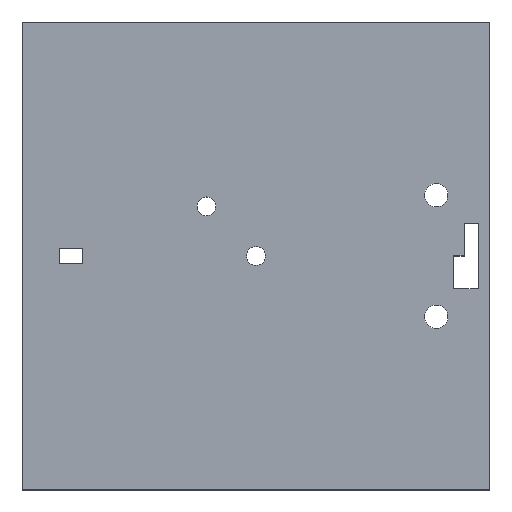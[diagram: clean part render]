
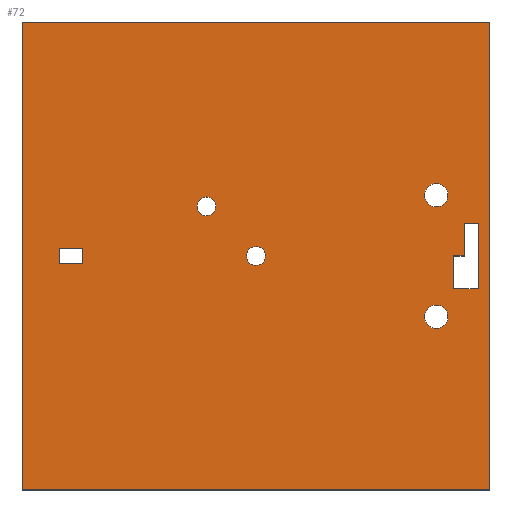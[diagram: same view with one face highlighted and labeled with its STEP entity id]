
A CAD part, top view. The second image highlights one B-rep face of the part: STEP entity #72.
In plain terms, the highlighted planar face has unit normal (0, 0, 1).
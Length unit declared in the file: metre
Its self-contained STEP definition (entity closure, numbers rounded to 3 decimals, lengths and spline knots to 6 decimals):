
#72 = ADVANCED_FACE( '', ( #146, #147, #148, #149, #150, #151, #152 ), #153, .T. );
#146 = FACE_BOUND( '', #229, .T. );
#147 = FACE_BOUND( '', #230, .T. );
#148 = FACE_BOUND( '', #231, .T. );
#149 = FACE_BOUND( '', #232, .T. );
#150 = FACE_BOUND( '', #233, .T. );
#151 = FACE_BOUND( '', #234, .T. );
#152 = FACE_OUTER_BOUND( '', #235, .T. );
#153 = PLANE( '', #236 );
#229 = EDGE_LOOP( '', ( #367 ) );
#230 = EDGE_LOOP( '', ( #368 ) );
#231 = EDGE_LOOP( '', ( #369 ) );
#232 = EDGE_LOOP( '', ( #370 ) );
#233 = EDGE_LOOP( '', ( #371, #372, #373, #374, #375, #376 ) );
#234 = EDGE_LOOP( '', ( #377, #378, #379, #380 ) );
#235 = EDGE_LOOP( '', ( #381, #382, #383, #384 ) );
#236 = AXIS2_PLACEMENT_3D( '', #385, #386, #387 );
#367 = ORIENTED_EDGE( '', *, *, #497, .T. );
#368 = ORIENTED_EDGE( '', *, *, #483, .F. );
#369 = ORIENTED_EDGE( '', *, *, #491, .F. );
#370 = ORIENTED_EDGE( '', *, *, #461, .F. );
#371 = ORIENTED_EDGE( '', *, *, #469, .F. );
#372 = ORIENTED_EDGE( '', *, *, #465, .T. );
#373 = ORIENTED_EDGE( '', *, *, #458, .F. );
#374 = ORIENTED_EDGE( '', *, *, #498, .F. );
#375 = ORIENTED_EDGE( '', *, *, #448, .T. );
#376 = ORIENTED_EDGE( '', *, *, #495, .F. );
#377 = ORIENTED_EDGE( '', *, *, #453, .F. );
#378 = ORIENTED_EDGE( '', *, *, #499, .T. );
#379 = ORIENTED_EDGE( '', *, *, #488, .T. );
#380 = ORIENTED_EDGE( '', *, *, #500, .F. );
#381 = ORIENTED_EDGE( '', *, *, #481, .F. );
#382 = ORIENTED_EDGE( '', *, *, #477, .T. );
#383 = ORIENTED_EDGE( '', *, *, #443, .T. );
#384 = ORIENTED_EDGE( '', *, *, #474, .F. );
#385 = CARTESIAN_POINT( '', ( 0., 0., 0.003 ) );
#386 = DIRECTION( '', ( 0., 0., 1. ) );
#387 = DIRECTION( '', ( 1., 0., 0. ) );
#443 = EDGE_CURVE( '', #516, #514, #517, .T. );
#448 = EDGE_CURVE( '', #525, #523, #526, .T. );
#453 = EDGE_CURVE( '', #532, #534, #535, .T. );
#458 = EDGE_CURVE( '', #541, #543, #544, .T. );
#461 = EDGE_CURVE( '', #547, #547, #548, .T. );
#465 = EDGE_CURVE( '', #554, #543, #555, .T. );
#469 = EDGE_CURVE( '', #554, #560, #561, .T. );
#474 = EDGE_CURVE( '', #566, #514, #568, .T. );
#477 = EDGE_CURVE( '', #572, #516, #573, .T. );
#481 = EDGE_CURVE( '', #572, #566, #577, .T. );
#483 = EDGE_CURVE( '', #579, #579, #580, .T. );
#488 = EDGE_CURVE( '', #589, #587, #590, .T. );
#491 = EDGE_CURVE( '', #593, #593, #594, .T. );
#495 = EDGE_CURVE( '', #560, #523, #599, .T. );
#497 = EDGE_CURVE( '', #601, #601, #602, .T. );
#498 = EDGE_CURVE( '', #525, #541, #603, .T. );
#499 = EDGE_CURVE( '', #532, #589, #604, .T. );
#500 = EDGE_CURVE( '', #534, #587, #605, .T. );
#514 = VERTEX_POINT( '', #621 );
#516 = VERTEX_POINT( '', #624 );
#517 = LINE( '', #625, #626 );
#523 = VERTEX_POINT( '', #634 );
#525 = VERTEX_POINT( '', #637 );
#526 = LINE( '', #638, #639 );
#532 = VERTEX_POINT( '', #647 );
#534 = VERTEX_POINT( '', #650 );
#535 = LINE( '', #651, #652 );
#541 = VERTEX_POINT( '', #660 );
#543 = VERTEX_POINT( '', #663 );
#544 = LINE( '', #664, #665 );
#547 = VERTEX_POINT( '', #669 );
#548 = CIRCLE( '', #670, 0.0025 );
#554 = VERTEX_POINT( '', #677 );
#555 = LINE( '', #678, #679 );
#560 = VERTEX_POINT( '', #686 );
#561 = LINE( '', #687, #688 );
#566 = VERTEX_POINT( '', #695 );
#568 = LINE( '', #698, #699 );
#572 = VERTEX_POINT( '', #704 );
#573 = LINE( '', #705, #706 );
#577 = LINE( '', #712, #713 );
#579 = VERTEX_POINT( '', #715 );
#580 = CIRCLE( '', #716, 0.002 );
#587 = VERTEX_POINT( '', #724 );
#589 = VERTEX_POINT( '', #727 );
#590 = LINE( '', #728, #729 );
#593 = VERTEX_POINT( '', #733 );
#594 = CIRCLE( '', #734, 0.002 );
#599 = LINE( '', #740, #741 );
#601 = VERTEX_POINT( '', #743 );
#602 = CIRCLE( '', #744, 0.0025 );
#603 = LINE( '', #745, #746 );
#604 = LINE( '', #747, #748 );
#605 = LINE( '', #749, #750 );
#621 = CARTESIAN_POINT( '', ( -0.05, 0.05, 0.003 ) );
#624 = CARTESIAN_POINT( '', ( 0.05, 0.05, 0.003 ) );
#625 = CARTESIAN_POINT( '', ( 0., 0.05, 0.003 ) );
#626 = VECTOR( '', #766, 1. );
#634 = CARTESIAN_POINT( '', ( 0.0445, 0.007, 0.003 ) );
#637 = CARTESIAN_POINT( '', ( 0.0445, 0., 0.003 ) );
#638 = CARTESIAN_POINT( '', ( 0.0445, 0.0035, 0.003 ) );
#639 = VECTOR( '', #770, 1. );
#647 = CARTESIAN_POINT( '', ( -0.037, -0.0015, 0.003 ) );
#650 = CARTESIAN_POINT( '', ( -0.037, 0.0015, 0.003 ) );
#651 = CARTESIAN_POINT( '', ( -0.037, 0., 0.003 ) );
#652 = VECTOR( '', #774, 1. );
#660 = CARTESIAN_POINT( '', ( 0.0422, 0., 0.003 ) );
#663 = CARTESIAN_POINT( '', ( 0.0422, -0.007, 0.003 ) );
#664 = CARTESIAN_POINT( '', ( 0.0422, -0.0035, 0.003 ) );
#665 = VECTOR( '', #778, 1. );
#669 = CARTESIAN_POINT( '', ( 0.041, 0.013, 0.003 ) );
#670 = AXIS2_PLACEMENT_3D( '', #780, #781, #782 );
#677 = CARTESIAN_POINT( '', ( 0.0475, -0.007, 0.003 ) );
#678 = CARTESIAN_POINT( '', ( 0.046, -0.007, 0.003 ) );
#679 = VECTOR( '', #787, 1. );
#686 = CARTESIAN_POINT( '', ( 0.0475, 0.007, 0.003 ) );
#687 = CARTESIAN_POINT( '', ( 0.0475, 0., 0.003 ) );
#688 = VECTOR( '', #790, 1. );
#695 = CARTESIAN_POINT( '', ( -0.05, -0.05, 0.003 ) );
#698 = CARTESIAN_POINT( '', ( -0.05, 0., 0.003 ) );
#699 = VECTOR( '', #794, 1. );
#704 = CARTESIAN_POINT( '', ( 0.05, -0.05, 0.003 ) );
#705 = CARTESIAN_POINT( '', ( 0.05, 0., 0.003 ) );
#706 = VECTOR( '', #796, 1. );
#712 = CARTESIAN_POINT( '', ( 0., -0.05, 0.003 ) );
#713 = VECTOR( '', #799, 1. );
#715 = CARTESIAN_POINT( '', ( 0.002, 0., 0.003 ) );
#716 = AXIS2_PLACEMENT_3D( '', #800, #801, #802 );
#724 = CARTESIAN_POINT( '', ( -0.042, 0.0015, 0.003 ) );
#727 = CARTESIAN_POINT( '', ( -0.042, -0.0015, 0.003 ) );
#728 = CARTESIAN_POINT( '', ( -0.042, 0., 0.003 ) );
#729 = VECTOR( '', #808, 1. );
#733 = CARTESIAN_POINT( '', ( -0.008607, 0.010607, 0.003 ) );
#734 = AXIS2_PLACEMENT_3D( '', #810, #811, #812 );
#740 = CARTESIAN_POINT( '', ( 0.046, 0.007, 0.003 ) );
#741 = VECTOR( '', #817, 1. );
#743 = CARTESIAN_POINT( '', ( 0.041, -0.013, 0.003 ) );
#744 = AXIS2_PLACEMENT_3D( '', #818, #819, #820 );
#745 = CARTESIAN_POINT( '', ( 0.04335, 0., 0.003 ) );
#746 = VECTOR( '', #821, 1. );
#747 = CARTESIAN_POINT( '', ( -0.0395, -0.0015, 0.003 ) );
#748 = VECTOR( '', #822, 1. );
#749 = CARTESIAN_POINT( '', ( -0.0395, 0.0015, 0.003 ) );
#750 = VECTOR( '', #823, 1. );
#766 = DIRECTION( '', ( -1., 0., 0. ) );
#770 = DIRECTION( '', ( 0., 1., 0. ) );
#774 = DIRECTION( '', ( 0., 1., 0. ) );
#778 = DIRECTION( '', ( 0., -1., 0. ) );
#780 = CARTESIAN_POINT( '', ( 0.0385, 0.013, 0.003 ) );
#781 = DIRECTION( '', ( 0., 0., 1. ) );
#782 = DIRECTION( '', ( 1., 0., 0. ) );
#787 = DIRECTION( '', ( -1., 0., 0. ) );
#790 = DIRECTION( '', ( 0., 1., 0. ) );
#794 = DIRECTION( '', ( 0., 1., 0. ) );
#796 = DIRECTION( '', ( 0., 1., 0. ) );
#799 = DIRECTION( '', ( -1., 0., 0. ) );
#800 = CARTESIAN_POINT( '', ( 0., 0., 0.003 ) );
#801 = DIRECTION( '', ( 0., 0., 1. ) );
#802 = DIRECTION( '', ( 1., 0., 0. ) );
#808 = DIRECTION( '', ( 0., 1., 0. ) );
#810 = CARTESIAN_POINT( '', ( -0.010607, 0.010607, 0.003 ) );
#811 = DIRECTION( '', ( 0., 0., 1. ) );
#812 = DIRECTION( '', ( 1., 0., 0. ) );
#817 = DIRECTION( '', ( -1., 0., 0. ) );
#818 = CARTESIAN_POINT( '', ( 0.0385, -0.013, 0.003 ) );
#819 = DIRECTION( '', ( 0., 0., -1. ) );
#820 = DIRECTION( '', ( 1., 0., 0. ) );
#821 = DIRECTION( '', ( -1., 0., 0. ) );
#822 = DIRECTION( '', ( -1., 0., 0. ) );
#823 = DIRECTION( '', ( -1., 0., 0. ) );
